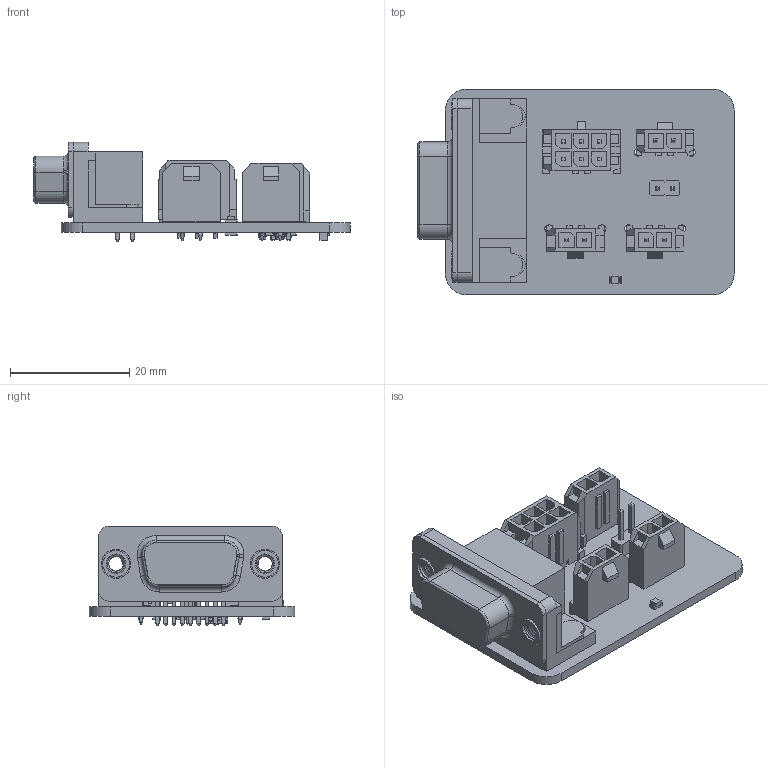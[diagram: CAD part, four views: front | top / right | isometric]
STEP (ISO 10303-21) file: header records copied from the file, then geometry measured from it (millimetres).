
FILE_DESCRIPTION(('KiCad electronic assembly'),'2;1');
FILE_NAME('Controls-MotorControllerBreakout.step','2024-11-19T02:47:22', ('Pcbnew'),('Kicad'),'Open CASCADE STEP processor 7.8', 'KiCad to STEP converter','Unknown');
FILE_SCHEMA(('AUTOMOTIVE_DESIGN { 1 0 10303 214 1 1 1 1 }'));
Length unit declared in the file: millimetre
Products named in the file (22): Controls-MotorControllerBreakout 1; PinHeader_1x02_P2.54mm_Vertical; PinHeader_1x02_P254mm_Vertical; LED_0805_2012Metric; L77SDE09SA4CH3R; 436500215; 436500215wbm000_01; 430450612; R_0805_2012Metric; C_0805_2012Metric; D_SOD-323; D_SOD_323; Fuse_1206_3216Metric; SOT-23; SOT_23; Controls-MotorControllerBreakout_PCB
Assembly tree (25 placements, depth 3):
  Controls-MotorControllerBreakout 1
    PinHeader_1x02_P2.54mm_Vertical
      PinHeader_1x02_P254mm_Vertical
    LED_0805_2012Metric
      LED_0805_2012Metric
    L77SDE09SA4CH3R
      L77SDE09SA4CH3R
    436500215  x3
      436500215wbm000_01
    430450612
      430450612
    R_0805_2012Metric  x3
      R_0805_2012Metric
    C_0805_2012Metric
      C_0805_2012Metric
    D_SOD-323
      D_SOD_323
    Fuse_1206_3216Metric
      Fuse_1206_3216Metric
    SOT-23
      SOT_23
    Controls-MotorControllerBreakout_PCB
Bounding box: 53.12 x 34.5 x 16.68 mm (x, y, z)
Volume: 8103.2 mm3; surface area: 10654.8 mm2
Topology: 28 solids, 28 shells, 1354 faces, 3418 edges, 2202 vertices
Faces by surface type: plane 1022, cylinder 259, bspline 59, torus 10, cone 4
Full cylindrical faces by diameter (mm): 1 x2, 1.02 x14, 1.05 x9, 1.27 x6, 3.1 x2
Entity records: 36616 total; most frequent: CARTESIAN_POINT 8175, ORIENTED_EDGE 5416, DIRECTION 5058, EDGE_CURVE 2708, LINE 2172, VECTOR 2172, VERTEX_POINT 1730, AXIS2_PLACEMENT_3D 1443
